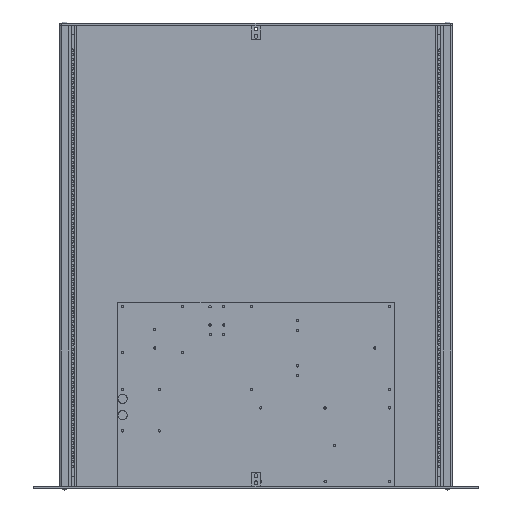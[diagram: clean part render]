
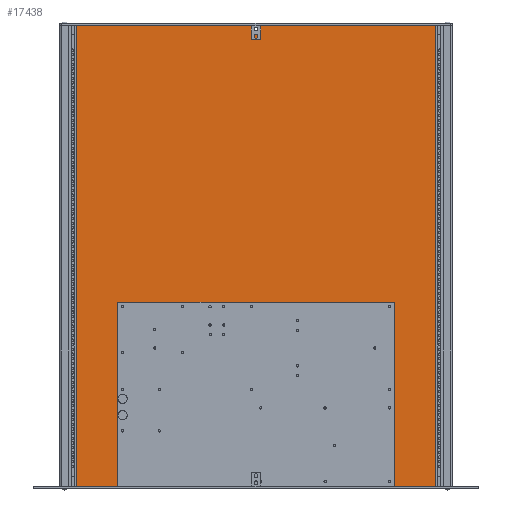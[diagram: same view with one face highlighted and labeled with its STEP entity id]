
A CAD part, top view. The second image highlights one B-rep face of the part: STEP entity #17438.
In plain terms, the highlighted planar face has unit normal (0, 0, 1).
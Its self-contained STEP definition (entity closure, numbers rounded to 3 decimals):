
#521=FACE_BOUND('',#2841,.T.);
#522=FACE_BOUND('',#2842,.T.);
#1201=PLANE('',#18787);
#1783=FACE_OUTER_BOUND('',#2840,.T.);
#2840=EDGE_LOOP('',(#13973,#13974,#13975,#13976));
#2841=EDGE_LOOP('',(#13977));
#2842=EDGE_LOOP('',(#13978));
#4266=CIRCLE('',#18774,1.6);
#4269=CIRCLE('',#18779,1.6);
#5671=LINE('',#27732,#7018);
#5677=LINE('',#27744,#7024);
#5678=LINE('',#27746,#7025);
#5679=LINE('',#27747,#7026);
#7018=VECTOR('',#22362,10.);
#7024=VECTOR('',#22374,10.);
#7025=VECTOR('',#22375,10.);
#7026=VECTOR('',#22376,10.);
#8351=VERTEX_POINT('',#27696);
#8354=VERTEX_POINT('',#27706);
#8361=VERTEX_POINT('',#27725);
#8364=VERTEX_POINT('',#27730);
#8367=VERTEX_POINT('',#27743);
#8368=VERTEX_POINT('',#27745);
#10328=EDGE_CURVE('',#8351,#8351,#4266,.T.);
#10333=EDGE_CURVE('',#8354,#8354,#4269,.T.);
#10345=EDGE_CURVE('',#8361,#8364,#5671,.T.);
#10351=EDGE_CURVE('',#8361,#8367,#5677,.T.);
#10352=EDGE_CURVE('',#8368,#8364,#5678,.T.);
#10353=EDGE_CURVE('',#8367,#8368,#5679,.T.);
#13973=ORIENTED_EDGE('',*,*,#10351,.F.);
#13974=ORIENTED_EDGE('',*,*,#10345,.T.);
#13975=ORIENTED_EDGE('',*,*,#10352,.F.);
#13976=ORIENTED_EDGE('',*,*,#10353,.F.);
#13977=ORIENTED_EDGE('',*,*,#10328,.T.);
#13978=ORIENTED_EDGE('',*,*,#10333,.T.);
#17438=ADVANCED_FACE('',(#1783,#521,#522),#1201,.T.);
#18774=AXIS2_PLACEMENT_3D('',#27697,#22329,#22330);
#18779=AXIS2_PLACEMENT_3D('',#27707,#22341,#22342);
#18787=AXIS2_PLACEMENT_3D('',#27742,#22372,#22373);
#22329=DIRECTION('center_axis',(0.,0.,-1.));
#22330=DIRECTION('ref_axis',(1.,0.,0.));
#22341=DIRECTION('center_axis',(0.,0.,-1.));
#22342=DIRECTION('ref_axis',(1.,0.,0.));
#22362=DIRECTION('',(0.,1.,0.));
#22372=DIRECTION('center_axis',(0.,0.,1.));
#22373=DIRECTION('ref_axis',(1.,0.,0.));
#22374=DIRECTION('',(-1.,0.,0.));
#22375=DIRECTION('',(1.,0.,0.));
#22376=DIRECTION('',(0.,1.,0.));
#27696=CARTESIAN_POINT('',(239.9,496.5,-83.));
#27697=CARTESIAN_POINT('Origin',(241.5,496.5,-83.));
#27706=CARTESIAN_POINT('',(239.9,3.5,-83.));
#27707=CARTESIAN_POINT('Origin',(241.5,3.5,-83.));
#27725=CARTESIAN_POINT('',(444.6,0.,-83.));
#27730=CARTESIAN_POINT('',(444.6,500.,-83.));
#27732=CARTESIAN_POINT('',(444.6,0.,-83.));
#27742=CARTESIAN_POINT('Origin',(38.4,0.,-83.));
#27743=CARTESIAN_POINT('',(38.4,0.,-83.));
#27744=CARTESIAN_POINT('',(241.5,0.,-83.));
#27745=CARTESIAN_POINT('',(38.4,500.,-83.));
#27746=CARTESIAN_POINT('',(241.5,500.,-83.));
#27747=CARTESIAN_POINT('',(38.4,0.,-83.));
